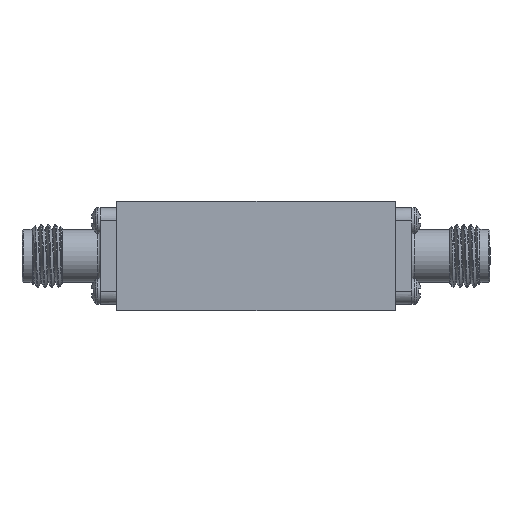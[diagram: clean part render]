
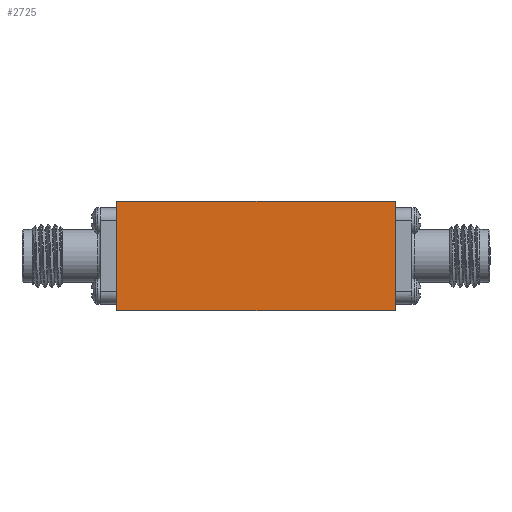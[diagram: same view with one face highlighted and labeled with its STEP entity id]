
A CAD part, front view. The second image highlights one B-rep face of the part: STEP entity #2725.
In plain terms, the highlighted planar face has unit normal (0, -1, 0).
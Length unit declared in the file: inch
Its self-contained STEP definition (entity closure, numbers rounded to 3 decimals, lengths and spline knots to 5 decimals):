
#706 = CARTESIAN_POINT ( 'NONE',  ( 0.55118, -0.29528, 0.21654 ) ) ;
#853 = CARTESIAN_POINT ( 'NONE',  ( -0.55118, -0.29528, -0.21654 ) ) ;
#2351 = VERTEX_POINT ( 'NONE', #11643 ) ;
#2725 = ADVANCED_FACE ( 'NONE', ( #24989 ), #24677, .F. ) ;
#3254 = VERTEX_POINT ( 'NONE', #6076 ) ;
#6076 = CARTESIAN_POINT ( 'NONE',  ( 0.55118, -0.29528, -0.21654 ) ) ;
#6433 = EDGE_CURVE ( 'NONE', #28892, #9388, #22973, .T. ) ;
#6793 = EDGE_LOOP ( 'NONE', ( #13424, #10485, #12866, #19804 ) ) ;
#7531 = VECTOR ( 'NONE', #10507, 39.37008 ) ;
#9388 = VERTEX_POINT ( 'NONE', #21692 ) ;
#10346 = LINE ( 'NONE', #706, #20994 ) ;
#10485 = ORIENTED_EDGE ( 'NONE', *, *, #26830, .F. ) ;
#10507 = DIRECTION ( 'NONE',  ( 1., 0., 0. ) ) ;
#11643 = CARTESIAN_POINT ( 'NONE',  ( 0.55118, -0.29528, 0.21654 ) ) ;
#12545 = CARTESIAN_POINT ( 'NONE',  ( -0.55118, -0.29528, 0.21654 ) ) ;
#12866 = ORIENTED_EDGE ( 'NONE', *, *, #16564, .F. ) ;
#13424 = ORIENTED_EDGE ( 'NONE', *, *, #20918, .T. ) ;
#14976 = DIRECTION ( 'NONE',  ( 0., 1., 0. ) ) ;
#15012 = LINE ( 'NONE', #853, #22605 ) ;
#15859 = DIRECTION ( 'NONE',  ( 0., 0., -1. ) ) ;
#16564 = EDGE_CURVE ( 'NONE', #28892, #2351, #20662, .T. ) ;
#18070 = DIRECTION ( 'NONE',  ( 1., 0., 0. ) ) ;
#18409 = CARTESIAN_POINT ( 'NONE',  ( -0.55118, -0.29528, 0.21654 ) ) ;
#19562 = DIRECTION ( 'NONE',  ( 0., 0., -1. ) ) ;
#19804 = ORIENTED_EDGE ( 'NONE', *, *, #6433, .T. ) ;
#20662 = LINE ( 'NONE', #18409, #7531 ) ;
#20918 = EDGE_CURVE ( 'NONE', #9388, #3254, #15012, .T. ) ;
#20994 = VECTOR ( 'NONE', #19562, 39.37008 ) ;
#21655 = AXIS2_PLACEMENT_3D ( 'NONE', #12545, #14976, #27240 ) ;
#21692 = CARTESIAN_POINT ( 'NONE',  ( -0.55118, -0.29528, -0.21654 ) ) ;
#22605 = VECTOR ( 'NONE', #18070, 39.37008 ) ;
#22973 = LINE ( 'NONE', #28117, #25066 ) ;
#24677 = PLANE ( 'NONE',  #21655 ) ;
#24989 = FACE_OUTER_BOUND ( 'NONE', #6793, .T. ) ;
#25066 = VECTOR ( 'NONE', #15859, 39.37008 ) ;
#26830 = EDGE_CURVE ( 'NONE', #2351, #3254, #10346, .T. ) ;
#27240 = DIRECTION ( 'NONE',  ( 0., 0., 1. ) ) ;
#28117 = CARTESIAN_POINT ( 'NONE',  ( -0.55118, -0.29528, 0.21654 ) ) ;
#28892 = VERTEX_POINT ( 'NONE', #31164 ) ;
#31164 = CARTESIAN_POINT ( 'NONE',  ( -0.55118, -0.29528, 0.21654 ) ) ;
